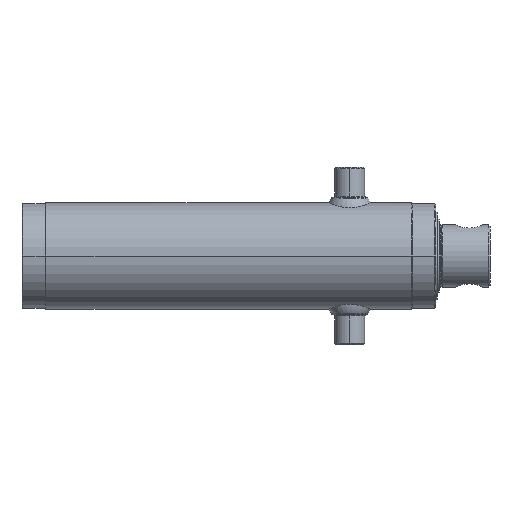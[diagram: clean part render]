
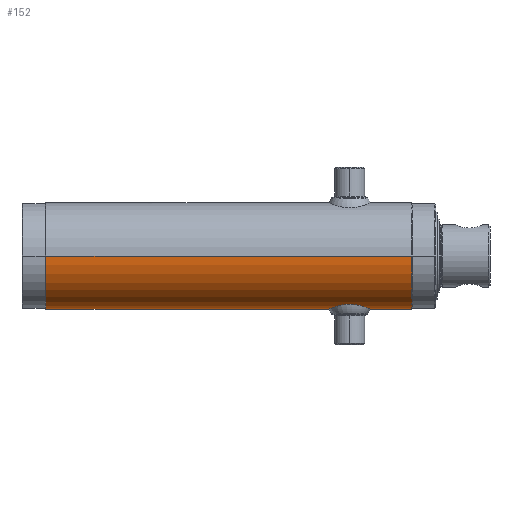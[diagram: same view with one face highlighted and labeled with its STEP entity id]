
A CAD part, front view. The second image highlights one B-rep face of the part: STEP entity #152.
In plain terms, the highlighted cylindrical face has radius 88.9 mm (diameter 177.8 mm), a partial arc.
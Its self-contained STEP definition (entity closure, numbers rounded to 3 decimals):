
#152 = ADVANCED_FACE ( 'NONE', ( #6031 ), #6102, .T. ) ;
#250 = CIRCLE ( 'NONE', #362, 88.9 ) ;
#321 = VERTEX_POINT ( 'NONE', #2770 ) ;
#362 = AXIS2_PLACEMENT_3D ( 'NONE', #7075, #5024, #3622 ) ;
#689 = DIRECTION ( 'NONE',  ( -1., 0., 0. ) ) ;
#755 = VERTEX_POINT ( 'NONE', #7528 ) ;
#980 = LINE ( 'NONE', #4860, #7269 ) ;
#1219 = EDGE_CURVE ( 'NONE', #2480, #755, #6880, .T. ) ;
#1515 = ORIENTED_EDGE ( 'NONE', *, *, #1219, .T. ) ;
#1547 = EDGE_LOOP ( 'NONE', ( #3734, #1515, #4409, #6775 ) ) ;
#1892 = VERTEX_POINT ( 'NONE', #7920 ) ;
#1933 = DIRECTION ( 'NONE',  ( -1., 0., 0. ) ) ;
#2480 = VERTEX_POINT ( 'NONE', #5797 ) ;
#2498 = EDGE_CURVE ( 'NONE', #321, #755, #250, .T. ) ;
#2730 = EDGE_CURVE ( 'NONE', #1892, #321, #980, .T. ) ;
#2770 = CARTESIAN_POINT ( 'NONE',  ( 40., 88.9, 0. ) ) ;
#3097 = EDGE_CURVE ( 'NONE', #1892, #2480, #5480, .T. ) ;
#3367 = CARTESIAN_POINT ( 'NONE',  ( -26.623, -88.9, 0. ) ) ;
#3622 = DIRECTION ( 'NONE',  ( 0., 1., 0. ) ) ;
#3734 = ORIENTED_EDGE ( 'NONE', *, *, #3097, .T. ) ;
#3784 = CARTESIAN_POINT ( 'NONE',  ( -26.623, 0., 0. ) ) ;
#3878 = CARTESIAN_POINT ( 'NONE',  ( 653., 0., 0. ) ) ;
#4001 = DIRECTION ( 'NONE',  ( 0., 1., 0. ) ) ;
#4409 = ORIENTED_EDGE ( 'NONE', *, *, #2498, .F. ) ;
#4860 = CARTESIAN_POINT ( 'NONE',  ( -26.623, 88.9, 0. ) ) ;
#5024 = DIRECTION ( 'NONE',  ( -1., 0., 0. ) ) ;
#5480 = CIRCLE ( 'NONE', #8153, 88.9 ) ;
#5645 = AXIS2_PLACEMENT_3D ( 'NONE', #3784, #8469, #4001 ) ;
#5797 = CARTESIAN_POINT ( 'NONE',  ( 653., -88.9, 0. ) ) ;
#6031 = FACE_OUTER_BOUND ( 'NONE', #1547, .T. ) ;
#6102 = CYLINDRICAL_SURFACE ( 'NONE', #5645, 88.9 ) ;
#6329 = DIRECTION ( 'NONE',  ( -1., 0., 0. ) ) ;
#6775 = ORIENTED_EDGE ( 'NONE', *, *, #2730, .F. ) ;
#6880 = LINE ( 'NONE', #3367, #8361 ) ;
#7075 = CARTESIAN_POINT ( 'NONE',  ( 40., 0., 0. ) ) ;
#7269 = VECTOR ( 'NONE', #1933, 1000. ) ;
#7528 = CARTESIAN_POINT ( 'NONE',  ( 40., -88.9, 0. ) ) ;
#7920 = CARTESIAN_POINT ( 'NONE',  ( 653., 88.9, 0. ) ) ;
#8153 = AXIS2_PLACEMENT_3D ( 'NONE', #3878, #6329, #8376 ) ;
#8361 = VECTOR ( 'NONE', #689, 1000. ) ;
#8376 = DIRECTION ( 'NONE',  ( 0., 1., 0. ) ) ;
#8469 = DIRECTION ( 'NONE',  ( -1., 0., 0. ) ) ;
